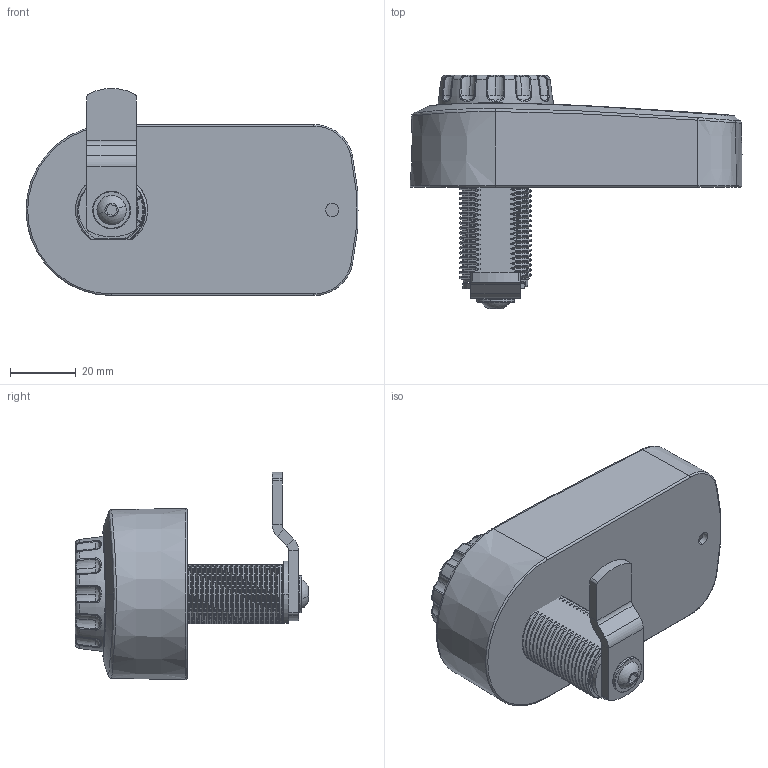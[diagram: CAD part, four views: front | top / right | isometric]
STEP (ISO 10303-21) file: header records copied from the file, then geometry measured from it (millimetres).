
FILE_DESCRIPTION (( 'STEP AP203' ), '1' );
FILE_NAME ('Flexlock Visible - 22VE.STEP', '2021-06-01T09:27:52', ( '' ), ( '' ), 'SwSTEP 2.0', 'SolidWorks 2019', '' );
FILE_SCHEMA (( 'CONFIG_CONTROL_DESIGN' ));
Length unit declared in the file: millimetre
Products named in the file (9): Kam - Offset 5mm; Täckplugg; Dummykropp; Bricka - vridinställning; Axel; Flexlock Visible - 22VE; 201325 M5x8 MK6SF_201325 M5x8 MK6SF; Vridratt dummy; Hylsa ﾘ22mm
Assembly tree (8 placements, depth 2):
  Flexlock Visible - 22VE
    Dummykropp
    Axel
    Hylsa ﾘ22mm
    Vridratt dummy
    Bricka - vridinställning
    Kam - Offset 5mm
    201325 M5x8 MK6SF_201325 M5x8 MK6SF
    Täckplugg
Bounding box: 100.82 x 70.9 x 62.94 mm (x, y, z)
Volume: 59145.8 mm3; surface area: 43245.8 mm2
Topology: 8 solids, 8 shells, 918 faces, 2294 edges, 1407 vertices
Faces by surface type: bspline 365, cylinder 202, plane 145, torus 120, cone 68, sphere 18
Entity records: 154761 total; most frequent: CARTESIAN_POINT 135179, ORIENTED_EDGE 4552, DIRECTION 3029, EDGE_CURVE 2276, VERTEX_POINT 1407, AXIS2_PLACEMENT_3D 1226, EDGE_LOOP 963, ADVANCED_FACE 918
